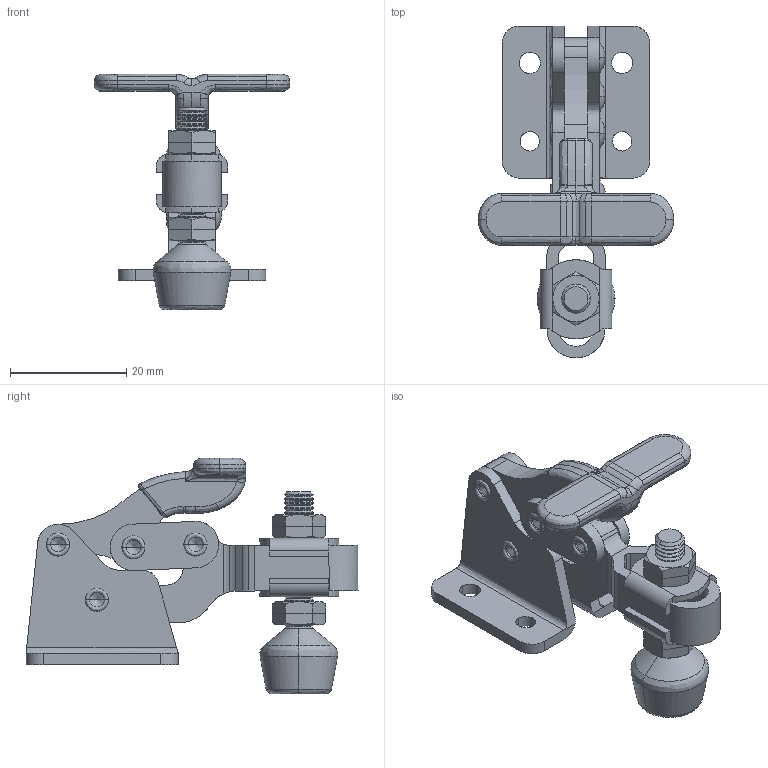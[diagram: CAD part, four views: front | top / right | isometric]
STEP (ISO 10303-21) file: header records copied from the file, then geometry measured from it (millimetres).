
FILE_DESCRIPTION((''),' ');
FILE_NAME('GH-13005.stp',' ',('stephen'),('BIB design'),' ','ACIS 14.0',' ');
FILE_SCHEMA(('automotive_design'));
Length unit declared in the file: inch
Products named in the file (17): Part_30555; Part_30554; Part_43759; Part_48537; Part_48725; Part_48726; Part_48727; Part_105856; Part_106123; Part_106390; Part_106658; Part_111327; Part_113259; Part_113258; Part_114088; Part_114258; Part_114338
Bounding box: 33.66 x 57.19 x 40.59 mm (x, y, z)
Volume: 9970.5 mm3; surface area: 10903.3 mm2
Topology: 17 solids, 17 shells, 628 faces, 2019 edges, 1413 vertices
Faces by surface type: revolution 317, bspline 227, plane 76, cylinder 8
Entity records: 63924 total; most frequent: CARTESIAN_POINT 24499, PRESENTATION_STYLE_ASSIGNMENT 4555, COLOUR_RGB 4555, STYLED_ITEM 4057, ORIENTED_EDGE 3998, DIRECTION 2504, CURVE_STYLE 2497, EDGE_CURVE 1999
